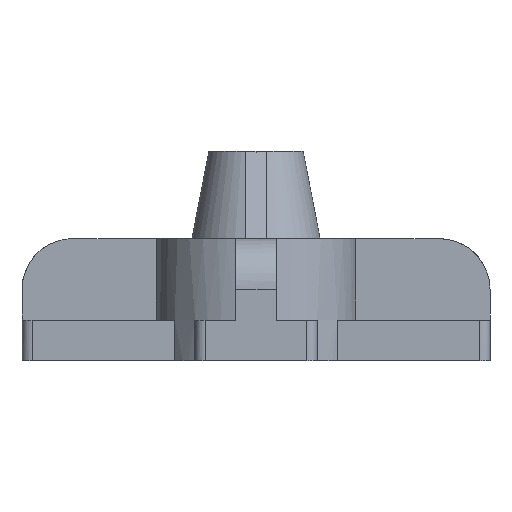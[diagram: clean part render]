
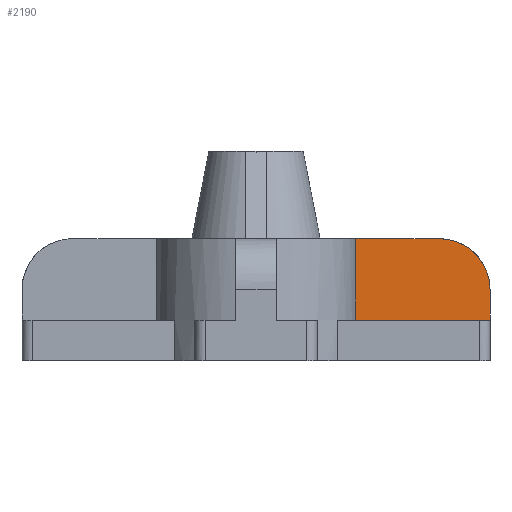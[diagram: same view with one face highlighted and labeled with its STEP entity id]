
A CAD part, left-side view. The second image highlights one B-rep face of the part: STEP entity #2190.
In plain terms, the highlighted free-form (B-spline) face has degree [1, 1] with [2, 2] control points.
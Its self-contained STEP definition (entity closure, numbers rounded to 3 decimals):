
#1154 = VERTEX_POINT('',#1155);
#1155 = CARTESIAN_POINT('',(-118.347,-579.778,
    710.08));
#1161 = EDGE_CURVE('',#1154,#1162,#1164,.T.);
#1162 = VERTEX_POINT('',#1163);
#1163 = CARTESIAN_POINT('',(-118.347,-1065.121,
    710.08));
#1164 = B_SPLINE_CURVE_WITH_KNOTS('',1,(#1165,#1166),.UNSPECIFIED.,.F.,
  .F.,(2,2),(-660.102,-250.),.PIECEWISE_BEZIER_KNOTS.);
#1165 = CARTESIAN_POINT('',(-118.347,-579.778,
    710.08));
#1166 = CARTESIAN_POINT('',(-118.347,-1065.121,
    710.08));
#2171 = EDGE_CURVE('',#1162,#2172,#2174,.T.);
#2172 = VERTEX_POINT('',#2173);
#2173 = CARTESIAN_POINT('',(-118.347,-1360.987,
    414.214));
#2174 = ( BOUNDED_CURVE() B_SPLINE_CURVE(2,(#2175,#2176,#2177),
.UNSPECIFIED.,.F.,.F.) B_SPLINE_CURVE_WITH_KNOTS((3,3),(5.498,
7.069),.PIECEWISE_BEZIER_KNOTS.) CURVE() 
GEOMETRIC_REPRESENTATION_ITEM() RATIONAL_B_SPLINE_CURVE((1.,
0.707,1.)) REPRESENTATION_ITEM('') );
#2175 = CARTESIAN_POINT('',(-118.347,-1065.121,
    710.08));
#2176 = CARTESIAN_POINT('',(-118.347,-1360.987,
    710.08));
#2177 = CARTESIAN_POINT('',(-118.347,-1360.987,
    414.214));
#2190 = ADVANCED_FACE('',(#2191),#2214,.T.);
#2191 = FACE_BOUND('',#2192,.T.);
#2192 = EDGE_LOOP('',(#2193,#2194,#2195,#2202,#2209));
#2193 = ORIENTED_EDGE('',*,*,#2171,.F.);
#2194 = ORIENTED_EDGE('',*,*,#1161,.F.);
#2195 = ORIENTED_EDGE('',*,*,#2196,.F.);
#2196 = EDGE_CURVE('',#2197,#1154,#2199,.T.);
#2197 = VERTEX_POINT('',#2198);
#2198 = CARTESIAN_POINT('',(-118.347,-579.778,
    236.693));
#2199 = B_SPLINE_CURVE_WITH_KNOTS('',1,(#2200,#2201),.UNSPECIFIED.,.F.,
  .F.,(2,2),(200.,600.),.PIECEWISE_BEZIER_KNOTS.);
#2200 = CARTESIAN_POINT('',(-118.347,-579.778,
    236.693));
#2201 = CARTESIAN_POINT('',(-118.347,-579.778,
    710.08));
#2202 = ORIENTED_EDGE('',*,*,#2203,.T.);
#2203 = EDGE_CURVE('',#2197,#2204,#2206,.T.);
#2204 = VERTEX_POINT('',#2205);
#2205 = CARTESIAN_POINT('',(-118.347,-1360.987,
    236.693));
#2206 = B_SPLINE_CURVE_WITH_KNOTS('',1,(#2207,#2208),.UNSPECIFIED.,.F.,
  .F.,(2,2),(-142.551,517.551),.PIECEWISE_BEZIER_KNOTS.);
#2207 = CARTESIAN_POINT('',(-118.347,-579.778,
    236.693));
#2208 = CARTESIAN_POINT('',(-118.347,-1360.987,
    236.693));
#2209 = ORIENTED_EDGE('',*,*,#2210,.T.);
#2210 = EDGE_CURVE('',#2204,#2172,#2211,.T.);
#2211 = B_SPLINE_CURVE_WITH_KNOTS('',1,(#2212,#2213),.UNSPECIFIED.,.F.,
  .F.,(2,2),(200.,350.),.PIECEWISE_BEZIER_KNOTS.);
#2212 = CARTESIAN_POINT('',(-118.347,-1360.987,
    236.693));
#2213 = CARTESIAN_POINT('',(-118.347,-1360.987,
    414.214));
#2214 = B_SPLINE_SURFACE_WITH_KNOTS('',1,1,(
    (#2215,#2216)
    ,(#2217,#2218
    )),.UNSPECIFIED.,.F.,.F.,.F.,(2,2),(2,2),(0.,660.102),(200.,
    600.),.PIECEWISE_BEZIER_KNOTS.);
#2215 = CARTESIAN_POINT('',(-118.347,-579.778,
    236.693));
#2216 = CARTESIAN_POINT('',(-118.347,-579.778,
    710.08));
#2217 = CARTESIAN_POINT('',(-118.347,-1360.987,
    236.693));
#2218 = CARTESIAN_POINT('',(-118.347,-1360.987,
    710.08));
